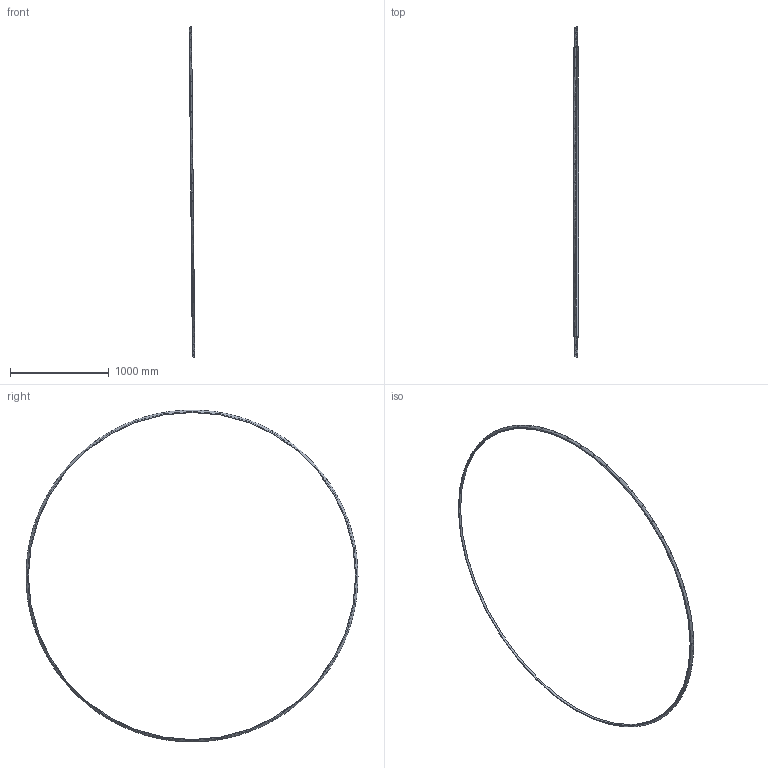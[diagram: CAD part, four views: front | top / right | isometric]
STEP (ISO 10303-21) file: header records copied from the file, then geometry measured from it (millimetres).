
FILE_DESCRIPTION(('CoCreate Modeling STEP Export'),'2;1');
FILE_NAME('s6.stp','2011-05-24T10:33:56',(''),(''),'CoCreate Modeling STEP processor for AP214 (Solid Model)','CoCreate Modeling 18.0P1120 20-Nov-2010 (C) Parametric Technology GmbH','');
FILE_SCHEMA(('AUTOMOTIVE_DESIGN { 1 0 10303 214 1 1 1 1 }'));
Length unit declared in the file: millimetre
Products named in the file (2): WELD_IN_CHANNEL_FLANGE-OA19.PRT
Assembly tree (1 placements, depth 2):
  WELD_IN_CHANNEL_FLANGE-OA19.PRT
    WELD_IN_CHANNEL_FLANGE-OA19.PRT
Bounding box: 58.33 x 3355.42 x 3354.71 mm (x, y, z)
Volume: 4164165.3 mm3; surface area: 903711.9 mm2
Topology: 1 solids, 1 shells, 156 faces, 466 edges, 312 vertices
Faces by surface type: cylinder 150, cone 2, plane 2, torus 2
Entity records: 6507 total; most frequent: CARTESIAN_POINT 1679, ORIENTED_EDGE 932, DIRECTION 562, EDGE_CURVE 466, VERTEX_POINT 312, AXIS2_PLACEMENT_3D 233, PRESENTATION_STYLE_ASSIGNMENT 163, COLOUR_RGB 159
